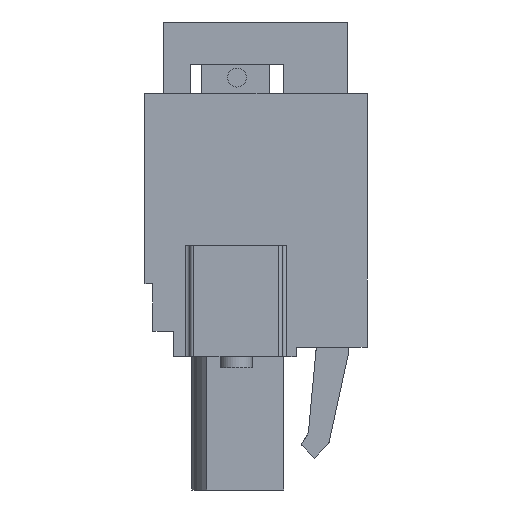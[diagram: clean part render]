
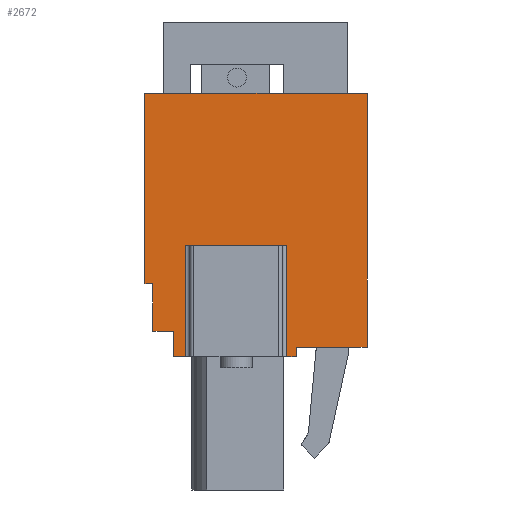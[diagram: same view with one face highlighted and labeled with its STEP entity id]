
A CAD part, left-side view. The second image highlights one B-rep face of the part: STEP entity #2672.
In plain terms, the highlighted planar face has unit normal (-1, 0, 0).
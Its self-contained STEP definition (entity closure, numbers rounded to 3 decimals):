
#2672 = ADVANCED_FACE( '', ( #5329 ), #5330, .F. );
#5329 = FACE_OUTER_BOUND( '', #8903, .T. );
#5330 = PLANE( '', #8904 );
#8903 = EDGE_LOOP( '', ( #16747, #16748, #16749, #16750, #16751, #16752, #16753, #16754, #16755, #16756, #16757, #16758, #16759, #16760 ) );
#8904 = AXIS2_PLACEMENT_3D( '', #16761, #16762, #16763 );
#16747 = ORIENTED_EDGE( '', *, *, #19777, .F. );
#16748 = ORIENTED_EDGE( '', *, *, #17168, .T. );
#16749 = ORIENTED_EDGE( '', *, *, #19679, .T. );
#16750 = ORIENTED_EDGE( '', *, *, #19922, .T. );
#16751 = ORIENTED_EDGE( '', *, *, #19471, .F. );
#16752 = ORIENTED_EDGE( '', *, *, #19513, .F. );
#16753 = ORIENTED_EDGE( '', *, *, #20035, .F. );
#16754 = ORIENTED_EDGE( '', *, *, #18765, .F. );
#16755 = ORIENTED_EDGE( '', *, *, #17879, .F. );
#16756 = ORIENTED_EDGE( '', *, *, #19308, .F. );
#16757 = ORIENTED_EDGE( '', *, *, #20030, .T. );
#16758 = ORIENTED_EDGE( '', *, *, #19360, .T. );
#16759 = ORIENTED_EDGE( '', *, *, #17493, .T. );
#16760 = ORIENTED_EDGE( '', *, *, #20065, .T. );
#16761 = CARTESIAN_POINT( '', ( -17.78, 0., 0. ) );
#16762 = DIRECTION( '', ( 1., 0., 0. ) );
#16763 = DIRECTION( '', ( 0., 0., -1. ) );
#17168 = EDGE_CURVE( '', #20526, #20530, #20532, .T. );
#17493 = EDGE_CURVE( '', #21099, #21104, #21106, .T. );
#17879 = EDGE_CURVE( '', #21759, #21761, #21762, .T. );
#18765 = EDGE_CURVE( '', #21761, #23163, #23164, .T. );
#19308 = EDGE_CURVE( '', #23911, #21759, #23913, .T. );
#19360 = EDGE_CURVE( '', #23966, #21099, #23986, .T. );
#19471 = EDGE_CURVE( '', #24124, #24126, #24127, .T. );
#19513 = EDGE_CURVE( '', #24175, #24124, #24176, .T. );
#19679 = EDGE_CURVE( '', #20530, #24374, #24376, .T. );
#19777 = EDGE_CURVE( '', #20526, #24482, #24483, .T. );
#19922 = EDGE_CURVE( '', #24374, #24126, #24649, .T. );
#20030 = EDGE_CURVE( '', #23911, #23966, #24762, .T. );
#20035 = EDGE_CURVE( '', #23163, #24175, #24767, .T. );
#20065 = EDGE_CURVE( '', #21104, #24482, #24798, .T. );
#20526 = VERTEX_POINT( '', #25426 );
#20530 = VERTEX_POINT( '', #25431 );
#20532 = LINE( '', #25433, #25434 );
#21099 = VERTEX_POINT( '', #26285 );
#21104 = VERTEX_POINT( '', #26292 );
#21106 = LINE( '', #26295, #26296 );
#21759 = VERTEX_POINT( '', #27304 );
#21761 = VERTEX_POINT( '', #27307 );
#21762 = LINE( '', #27308, #27309 );
#23163 = VERTEX_POINT( '', #29474 );
#23164 = LINE( '', #29475, #29476 );
#23911 = VERTEX_POINT( '', #30664 );
#23913 = LINE( '', #30667, #30668 );
#23966 = VERTEX_POINT( '', #30745 );
#23986 = LINE( '', #30778, #30779 );
#24124 = VERTEX_POINT( '', #30982 );
#24126 = VERTEX_POINT( '', #30985 );
#24127 = LINE( '', #30986, #30987 );
#24175 = VERTEX_POINT( '', #31058 );
#24176 = LINE( '', #31059, #31060 );
#24374 = VERTEX_POINT( '', #31345 );
#24376 = LINE( '', #31347, #31348 );
#24482 = VERTEX_POINT( '', #31506 );
#24483 = LINE( '', #31507, #31508 );
#24649 = LINE( '', #31748, #31749 );
#24762 = LINE( '', #31891, #31892 );
#24767 = LINE( '', #31898, #31899 );
#24798 = LINE( '', #31934, #31935 );
#25426 = CARTESIAN_POINT( '', ( -17.78, 4.425, -8.3 ) );
#25431 = CARTESIAN_POINT( '', ( -17.78, 4.425, -1.3 ) );
#25433 = CARTESIAN_POINT( '', ( -17.78, 4.425, 0. ) );
#25434 = VECTOR( '', #32232, 1000. );
#26285 = CARTESIAN_POINT( '', ( -17.78, 6.5, -6.7 ) );
#26292 = CARTESIAN_POINT( '', ( -17.78, 5.2, -6.7 ) );
#26295 = CARTESIAN_POINT( '', ( -17.78, 0., -6.7 ) );
#26296 = VECTOR( '', #32578, 1000. );
#27304 = CARTESIAN_POINT( '', ( -17.78, 7., 8.3 ) );
#27307 = CARTESIAN_POINT( '', ( -17.78, -7., 8.3 ) );
#27308 = CARTESIAN_POINT( '', ( -17.78, 7., 8.3 ) );
#27309 = VECTOR( '', #32986, 1000. );
#29474 = CARTESIAN_POINT( '', ( -17.78, -7., -7.7 ) );
#29475 = CARTESIAN_POINT( '', ( -17.78, -7., 8.3 ) );
#29476 = VECTOR( '', #33844, 1000. );
#30664 = CARTESIAN_POINT( '', ( -17.78, 7., -3.7 ) );
#30667 = CARTESIAN_POINT( '', ( -17.78, 7., -8.3 ) );
#30668 = VECTOR( '', #34337, 1000. );
#30745 = CARTESIAN_POINT( '', ( -17.78, 6.5, -3.7 ) );
#30778 = CARTESIAN_POINT( '', ( -17.78, 6.5, 0. ) );
#30779 = VECTOR( '', #34390, 1000. );
#30982 = CARTESIAN_POINT( '', ( -17.78, -2.55, -8.3 ) );
#30985 = CARTESIAN_POINT( '', ( -17.78, -1.925, -8.3 ) );
#30986 = CARTESIAN_POINT( '', ( -17.78, -7., -8.3 ) );
#30987 = VECTOR( '', #34481, 1000. );
#31058 = CARTESIAN_POINT( '', ( -17.78, -2.55, -7.7 ) );
#31059 = CARTESIAN_POINT( '', ( -17.78, -2.55, 0. ) );
#31060 = VECTOR( '', #34514, 1000. );
#31345 = CARTESIAN_POINT( '', ( -17.78, -1.925, -1.3 ) );
#31347 = CARTESIAN_POINT( '', ( -17.78, 4.175, -1.3 ) );
#31348 = VECTOR( '', #34647, 1000. );
#31506 = CARTESIAN_POINT( '', ( -17.78, 5.2, -8.3 ) );
#31507 = CARTESIAN_POINT( '', ( -17.78, -7., -8.3 ) );
#31508 = VECTOR( '', #34718, 1000. );
#31748 = CARTESIAN_POINT( '', ( -17.78, -1.925, 0. ) );
#31749 = VECTOR( '', #34820, 1000. );
#31891 = CARTESIAN_POINT( '', ( -17.78, 0., -3.7 ) );
#31892 = VECTOR( '', #34871, 1000. );
#31898 = CARTESIAN_POINT( '', ( -17.78, 0., -7.7 ) );
#31899 = VECTOR( '', #34873, 1000. );
#31934 = CARTESIAN_POINT( '', ( -17.78, 5.2, 0. ) );
#31935 = VECTOR( '', #34881, 1000. );
#32232 = DIRECTION( '', ( 0., 0., 1. ) );
#32578 = DIRECTION( '', ( 0., -1., 0. ) );
#32986 = DIRECTION( '', ( 0., -1., 0. ) );
#33844 = DIRECTION( '', ( 0., 0., -1. ) );
#34337 = DIRECTION( '', ( 0., 0., 1. ) );
#34390 = DIRECTION( '', ( 0., 0., -1. ) );
#34481 = DIRECTION( '', ( 0., 1., 0. ) );
#34514 = DIRECTION( '', ( 0., 0., -1. ) );
#34647 = DIRECTION( '', ( 0., -1., 0. ) );
#34718 = DIRECTION( '', ( 0., 1., 0. ) );
#34820 = DIRECTION( '', ( 0., 0., -1. ) );
#34871 = DIRECTION( '', ( 0., -1., 0. ) );
#34873 = DIRECTION( '', ( 0., 1., 0. ) );
#34881 = DIRECTION( '', ( 0., 0., -1. ) );
